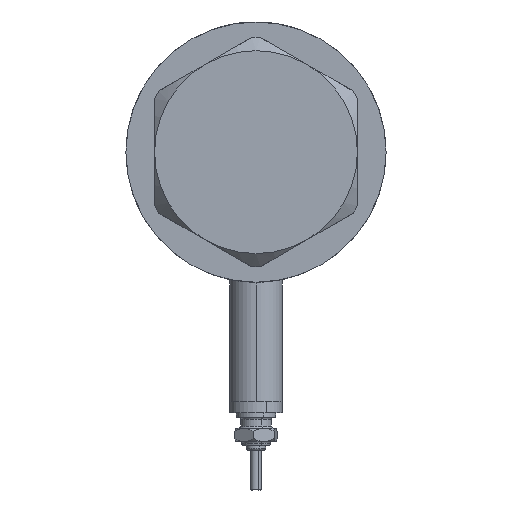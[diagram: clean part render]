
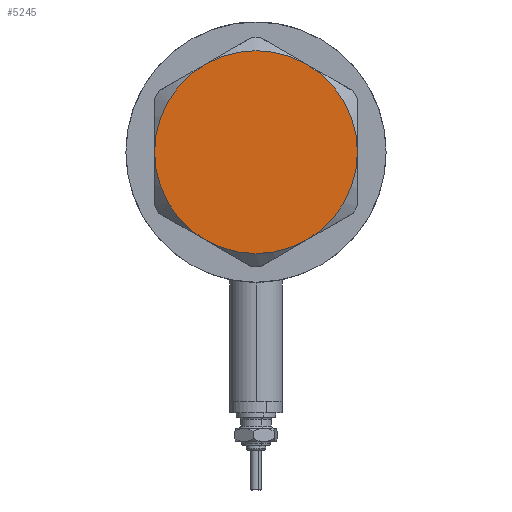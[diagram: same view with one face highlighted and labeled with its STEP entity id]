
A CAD part, left-side view. The second image highlights one B-rep face of the part: STEP entity #5245.
In plain terms, the highlighted face is planar.
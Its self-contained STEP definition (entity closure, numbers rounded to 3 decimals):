
#107 = CARTESIAN_POINT ( 'NONE',  ( 11.5, 19.919, 13. ) ) ;
#304 = DIRECTION ( 'NONE',  ( 0., 0., 1. ) ) ;
#364 = ORIENTED_EDGE ( 'NONE', *, *, #4814, .T. ) ;
#377 = CIRCLE ( 'NONE', #2473, 23. ) ;
#793 = EDGE_LOOP ( 'NONE', ( #1999, #3050, #364, #1229, #1822, #4147 ) ) ;
#951 = AXIS2_PLACEMENT_3D ( 'NONE', #3078, #3882, #2531 ) ;
#1118 = DIRECTION ( 'NONE',  ( 1., 0., 0. ) ) ;
#1155 = DIRECTION ( 'NONE',  ( 0., 0., 1. ) ) ;
#1229 = ORIENTED_EDGE ( 'NONE', *, *, #2016, .T. ) ;
#1233 = DIRECTION ( 'NONE',  ( 0., 0., 1. ) ) ;
#1519 = AXIS2_PLACEMENT_3D ( 'NONE', #3121, #304, #4959 ) ;
#1660 = VERTEX_POINT ( 'NONE', #107 ) ;
#1742 = AXIS2_PLACEMENT_3D ( 'NONE', #2154, #1233, #4909 ) ;
#1822 = ORIENTED_EDGE ( 'NONE', *, *, #2341, .T. ) ;
#1996 = DIRECTION ( 'NONE',  ( 1., 0., 0. ) ) ;
#1999 = ORIENTED_EDGE ( 'NONE', *, *, #2246, .T. ) ;
#2016 = EDGE_CURVE ( 'NONE', #3017, #2065, #2198, .T. ) ;
#2065 = VERTEX_POINT ( 'NONE', #5221 ) ;
#2077 = FACE_OUTER_BOUND ( 'NONE', #793, .T. ) ;
#2154 = CARTESIAN_POINT ( 'NONE',  ( 0., 0., 13. ) ) ;
#2198 = CIRCLE ( 'NONE', #1519, 23. ) ;
#2246 = EDGE_CURVE ( 'NONE', #5227, #3583, #5648, .T. ) ;
#2248 = EDGE_CURVE ( 'NONE', #4500, #5227, #4413, .T. ) ;
#2341 = EDGE_CURVE ( 'NONE', #2065, #4500, #4320, .T. ) ;
#2352 = CARTESIAN_POINT ( 'NONE',  ( 0., 0., 13. ) ) ;
#2423 = EDGE_CURVE ( 'NONE', #3583, #1660, #377, .T. ) ;
#2473 = AXIS2_PLACEMENT_3D ( 'NONE', #2352, #3254, #1996 ) ;
#2503 = AXIS2_PLACEMENT_3D ( 'NONE', #2522, #3495, #1118 ) ;
#2522 = CARTESIAN_POINT ( 'NONE',  ( 0., 0., 13. ) ) ;
#2531 = DIRECTION ( 'NONE',  ( 1., 0., 0. ) ) ;
#2714 = DIRECTION ( 'NONE',  ( 0., 0., 1. ) ) ;
#2988 = DIRECTION ( 'NONE',  ( 1., 0., 0. ) ) ;
#3017 = VERTEX_POINT ( 'NONE', #3284 ) ;
#3050 = ORIENTED_EDGE ( 'NONE', *, *, #2423, .T. ) ;
#3078 = CARTESIAN_POINT ( 'NONE',  ( 0., 0., 13. ) ) ;
#3121 = CARTESIAN_POINT ( 'NONE',  ( 0., 0., 13. ) ) ;
#3156 = AXIS2_PLACEMENT_3D ( 'NONE', #3168, #2714, #4553 ) ;
#3168 = CARTESIAN_POINT ( 'NONE',  ( 0., 0., 13. ) ) ;
#3254 = DIRECTION ( 'NONE',  ( 0., 0., 1. ) ) ;
#3284 = CARTESIAN_POINT ( 'NONE',  ( -11.5, 19.919, 13. ) ) ;
#3432 = CARTESIAN_POINT ( 'NONE',  ( 11.5, -19.919, 13. ) ) ;
#3495 = DIRECTION ( 'NONE',  ( 0., 0., 1. ) ) ;
#3583 = VERTEX_POINT ( 'NONE', #5287 ) ;
#3882 = DIRECTION ( 'NONE',  ( 0., 0., 1. ) ) ;
#4147 = ORIENTED_EDGE ( 'NONE', *, *, #2248, .T. ) ;
#4221 = AXIS2_PLACEMENT_3D ( 'NONE', #5279, #1155, #2988 ) ;
#4311 = PLANE ( 'NONE',  #2503 ) ;
#4320 = CIRCLE ( 'NONE', #3156, 23. ) ;
#4413 = CIRCLE ( 'NONE', #4221, 23. ) ;
#4500 = VERTEX_POINT ( 'NONE', #5817 ) ;
#4553 = DIRECTION ( 'NONE',  ( 1., 0., 0. ) ) ;
#4716 = CIRCLE ( 'NONE', #1742, 23. ) ;
#4814 = EDGE_CURVE ( 'NONE', #1660, #3017, #4716, .T. ) ;
#4909 = DIRECTION ( 'NONE',  ( 1., 0., 0. ) ) ;
#4959 = DIRECTION ( 'NONE',  ( 1., 0., 0. ) ) ;
#5221 = CARTESIAN_POINT ( 'NONE',  ( -23., 0., 13. ) ) ;
#5227 = VERTEX_POINT ( 'NONE', #3432 ) ;
#5245 = ADVANCED_FACE ( 'NONE', ( #2077 ), #4311, .T. ) ;
#5279 = CARTESIAN_POINT ( 'NONE',  ( 0., 0., 13. ) ) ;
#5287 = CARTESIAN_POINT ( 'NONE',  ( 23., 0., 13. ) ) ;
#5648 = CIRCLE ( 'NONE', #951, 23. ) ;
#5817 = CARTESIAN_POINT ( 'NONE',  ( -11.5, -19.919, 13. ) ) ;
